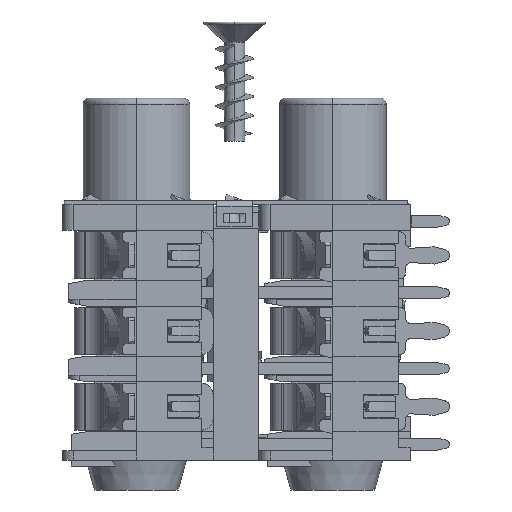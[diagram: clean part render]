
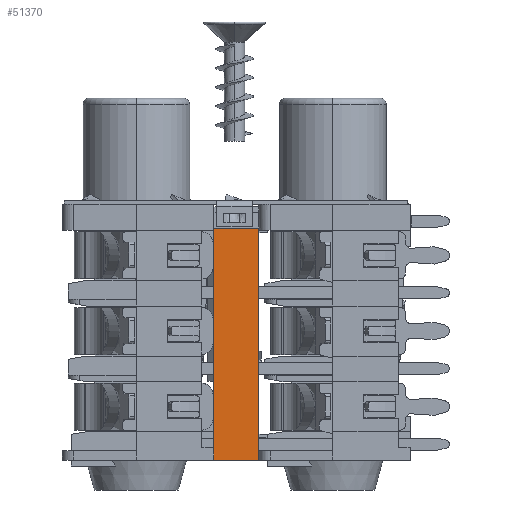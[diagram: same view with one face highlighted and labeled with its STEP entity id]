
A CAD part, left-side view. The second image highlights one B-rep face of the part: STEP entity #51370.
In plain terms, the highlighted planar face has unit normal (-1, 0, 0).
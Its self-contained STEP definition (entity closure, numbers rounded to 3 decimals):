
#1668=DIRECTION('',(0.,0.,-1.));
#1669=VECTOR('',#1668,18.25);
#1670=CARTESIAN_POINT('',(-7.1,-6.5,-2.2));
#1671=LINE('',#1670,#1669);
#7215=DIRECTION('',(0.,0.,1.));
#7216=VECTOR('',#7215,1.05);
#7217=CARTESIAN_POINT('',(-7.1,-6.5,-21.5));
#7218=LINE('',#7217,#7216);
#7283=DIRECTION('',(0.,0.,1.));
#7284=VECTOR('',#7283,0.2);
#7285=CARTESIAN_POINT('',(-7.1,-6.5,-2.2));
#7286=LINE('',#7285,#7284);
#7433=DIRECTION('',(0.,1.,0.));
#7434=VECTOR('',#7433,3.8);
#7435=CARTESIAN_POINT('',(-7.1,-10.3,-21.5));
#7436=LINE('',#7435,#7434);
#9577=DIRECTION('',(0.,-1.,0.));
#9578=VECTOR('',#9577,3.8);
#9579=CARTESIAN_POINT('',(-7.1,-6.5,-2.));
#9580=LINE('',#9579,#9578);
#9581=DIRECTION('',(0.,0.,-1.));
#9582=VECTOR('',#9581,19.5);
#9583=CARTESIAN_POINT('',(-7.1,-10.3,-2.));
#9584=LINE('',#9583,#9582);
#33557=CARTESIAN_POINT('',(-7.1,-10.3,-2.));
#33558=CARTESIAN_POINT('',(-7.1,-10.3,-21.5));
#33559=VERTEX_POINT('',#33557);
#33560=VERTEX_POINT('',#33558);
#34375=CARTESIAN_POINT('',(-7.1,-6.5,-21.5));
#34376=CARTESIAN_POINT('',(-7.1,-6.5,-20.45));
#34377=VERTEX_POINT('',#34375);
#34378=VERTEX_POINT('',#34376);
#34379=CARTESIAN_POINT('',(-7.1,-6.5,-2.2));
#34380=CARTESIAN_POINT('',(-7.1,-6.5,-2.));
#34381=VERTEX_POINT('',#34379);
#34382=VERTEX_POINT('',#34380);
#51357=CARTESIAN_POINT('',(-7.1,-10.3,-0.2));
#51358=DIRECTION('',(-1.,0.,0.));
#51359=DIRECTION('',(0.,1.,0.));
#51360=AXIS2_PLACEMENT_3D('',#51357,#51358,#51359);
#51361=PLANE('',#51360);
#51362=ORIENTED_EDGE('',*,*,#47474,.T.);
#51363=ORIENTED_EDGE('',*,*,#37526,.F.);
#51364=ORIENTED_EDGE('',*,*,#47554,.T.);
#51365=ORIENTED_EDGE('',*,*,#51345,.T.);
#51366=ORIENTED_EDGE('',*,*,#37905,.T.);
#51367=ORIENTED_EDGE('',*,*,#47682,.T.);
#51368=EDGE_LOOP('',(#51362,#51363,#51364,#51365,#51366,#51367));
#51369=FACE_OUTER_BOUND('',#51368,.F.);
#37526=EDGE_CURVE('',#34381,#34378,#1671,.T.);
#37905=EDGE_CURVE('',#33559,#33560,#9584,.T.);
#47474=EDGE_CURVE('',#34377,#34378,#7218,.T.);
#47554=EDGE_CURVE('',#34381,#34382,#7286,.T.);
#47682=EDGE_CURVE('',#33560,#34377,#7436,.T.);
#51345=EDGE_CURVE('',#34382,#33559,#9580,.T.);
#51370=ADVANCED_FACE('',(#51369),#51361,.T.);
